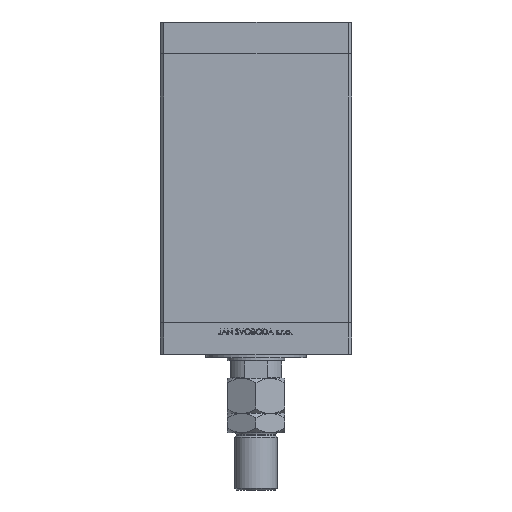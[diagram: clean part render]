
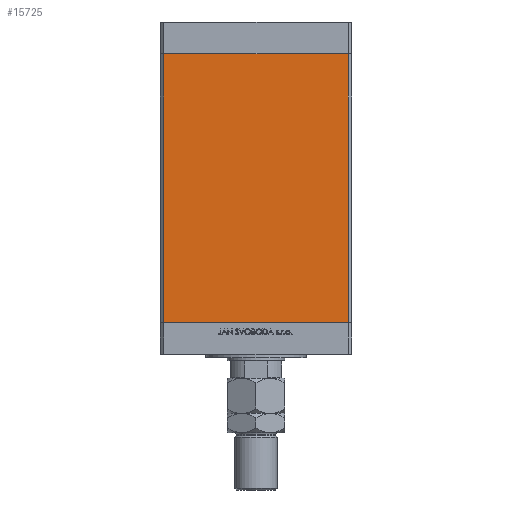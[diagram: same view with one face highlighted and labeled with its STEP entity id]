
A CAD part, front view. The second image highlights one B-rep face of the part: STEP entity #15725.
In plain terms, the highlighted planar face has unit normal (0, -1, 0).
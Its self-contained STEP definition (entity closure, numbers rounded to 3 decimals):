
#958 = VERTEX_POINT ( 'NONE', #10303 ) ;
#2101 = LINE ( 'NONE', #21369, #19683 ) ;
#2729 = CARTESIAN_POINT ( 'NONE',  ( -58., -51., 0. ) ) ;
#3197 = VERTEX_POINT ( 'NONE', #2729 ) ;
#7326 = CARTESIAN_POINT ( 'NONE',  ( -58., -51., 168.5 ) ) ;
#7368 = ORIENTED_EDGE ( 'NONE', *, *, #31839, .T. ) ;
#7391 = ORIENTED_EDGE ( 'NONE', *, *, #44325, .T. ) ;
#9464 = EDGE_CURVE ( 'NONE', #958, #49582, #26501, .T. ) ;
#10303 = CARTESIAN_POINT ( 'NONE',  ( 58., -51., 168.5 ) ) ;
#13055 = VECTOR ( 'NONE', #37547, 1000. ) ;
#13691 = CARTESIAN_POINT ( 'NONE',  ( -58., -51., 168.5 ) ) ;
#14399 = FACE_OUTER_BOUND ( 'NONE', #34729, .T. ) ;
#14740 = CARTESIAN_POINT ( 'NONE',  ( 58., -51., 0. ) ) ;
#15725 = ADVANCED_FACE ( 'NONE', ( #14399 ), #18513, .F. ) ;
#17063 = EDGE_CURVE ( 'NONE', #41373, #958, #43690, .T. ) ;
#18295 = CARTESIAN_POINT ( 'NONE',  ( 58., -51., 168.5 ) ) ;
#18513 = PLANE ( 'NONE',  #30347 ) ;
#18768 = CARTESIAN_POINT ( 'NONE',  ( -58., -51., 168.5 ) ) ;
#19683 = VECTOR ( 'NONE', #29319, 1000. ) ;
#21369 = CARTESIAN_POINT ( 'NONE',  ( -58., -51., 0. ) ) ;
#24167 = DIRECTION ( 'NONE',  ( 1., 0., 0. ) ) ;
#25017 = LINE ( 'NONE', #13691, #29009 ) ;
#26501 = LINE ( 'NONE', #18295, #13055 ) ;
#28000 = CARTESIAN_POINT ( 'NONE',  ( -58., -51., 168.5 ) ) ;
#29009 = VECTOR ( 'NONE', #36818, 1000. ) ;
#29319 = DIRECTION ( 'NONE',  ( 1., 0., 0. ) ) ;
#30070 = DIRECTION ( 'NONE',  ( 0., 1., 0. ) ) ;
#30347 = AXIS2_PLACEMENT_3D ( 'NONE', #18768, #30070, #49608 ) ;
#31007 = ORIENTED_EDGE ( 'NONE', *, *, #17063, .F. ) ;
#31839 = EDGE_CURVE ( 'NONE', #3197, #49582, #2101, .T. ) ;
#34729 = EDGE_LOOP ( 'NONE', ( #7368, #37691, #31007, #7391 ) ) ;
#36818 = DIRECTION ( 'NONE',  ( 0., 0., -1. ) ) ;
#37547 = DIRECTION ( 'NONE',  ( 0., 0., -1. ) ) ;
#37691 = ORIENTED_EDGE ( 'NONE', *, *, #9464, .F. ) ;
#41373 = VERTEX_POINT ( 'NONE', #7326 ) ;
#43690 = LINE ( 'NONE', #28000, #47644 ) ;
#44325 = EDGE_CURVE ( 'NONE', #41373, #3197, #25017, .T. ) ;
#47644 = VECTOR ( 'NONE', #24167, 1000. ) ;
#49582 = VERTEX_POINT ( 'NONE', #14740 ) ;
#49608 = DIRECTION ( 'NONE',  ( 0., 0., 1. ) ) ;
